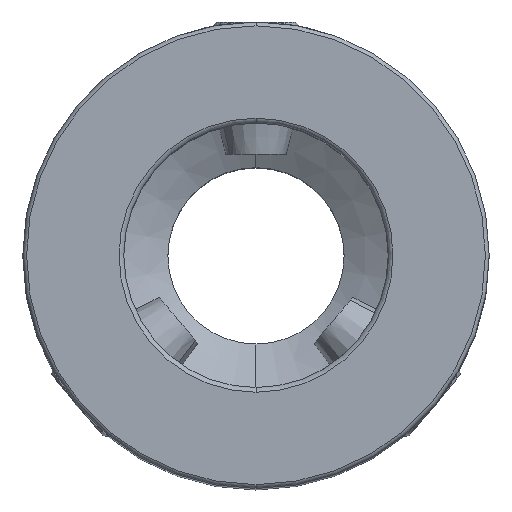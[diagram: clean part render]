
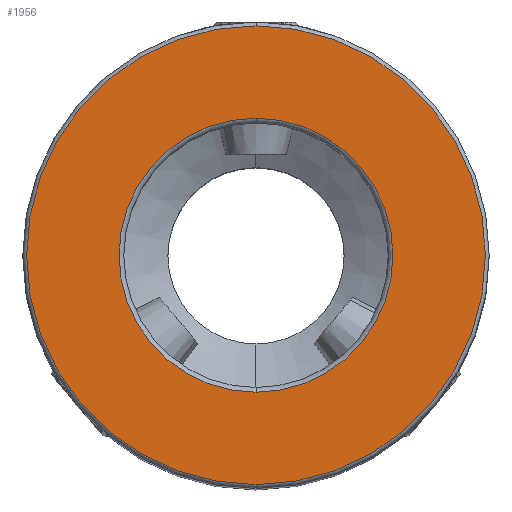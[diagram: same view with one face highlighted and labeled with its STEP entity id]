
A CAD part, top view. The second image highlights one B-rep face of the part: STEP entity #1956.
In plain terms, the highlighted planar face has unit normal (0, 0, 1).
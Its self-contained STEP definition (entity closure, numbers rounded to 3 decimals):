
#960=EDGE_CURVE('NONE',#1566,#1292,#2591,.T.);
#1292=VERTEX_POINT('NONE',#2964);
#1340=VERTEX_POINT('NONE',#3015);
#1566=VERTEX_POINT('NONE',#3272);
#1680=VERTEX_POINT('NONE',#3397);
#1956=ADVANCED_FACE('NONE',(#3707,#3708),#3709,.T.);
#2018=EDGE_CURVE('NONE',#1340,#1680,#3778,.T.);
#2084=EDGE_CURVE('NONE',#1680,#1340,#3852,.T.);
#2086=EDGE_CURVE('NONE',#1292,#1566,#3854,.T.);
#2591=CIRCLE('',#4600,31.228);
#2964=CARTESIAN_POINT('',(0.,31.228,0.));
#3015=CARTESIAN_POINT('',(0.,18.648,0.));
#3272=CARTESIAN_POINT('',(0.,-31.228,0.));
#3397=CARTESIAN_POINT('',(0.,-18.648,0.));
#3707=FACE_OUTER_BOUND('',#6486,.T.);
#3708=FACE_BOUND('',#6487,.T.);
#3709=PLANE('',#6488);
#3778=CIRCLE('',#6653,18.648);
#3852=CIRCLE('',#6790,18.648);
#3854=CIRCLE('',#6793,31.228);
#4600=AXIS2_PLACEMENT_3D('',#7563,#7564,#7565);
#6486=EDGE_LOOP('',(#8928,#8929));
#6487=EDGE_LOOP('',(#8930,#8931));
#6488=AXIS2_PLACEMENT_3D('',#8932,#8933,#8934);
#6653=AXIS2_PLACEMENT_3D('',#9027,#9028,#9029);
#6790=AXIS2_PLACEMENT_3D('',#9121,#9122,#9123);
#6793=AXIS2_PLACEMENT_3D('',#9124,#9125,#9126);
#7563=CARTESIAN_POINT('',(0.,0.0,0.));
#7564=DIRECTION('',(0.,0.0,1.0));
#7565=DIRECTION('',(1.0,0.0,0.));
#8928=ORIENTED_EDGE('',*,*,#2086,.T.);
#8929=ORIENTED_EDGE('',*,*,#960,.T.);
#8930=ORIENTED_EDGE('',*,*,#2084,.F.);
#8931=ORIENTED_EDGE('',*,*,#2018,.F.);
#8932=CARTESIAN_POINT('',(0.,0.0,0.));
#8933=DIRECTION('',(0.,0.0,1.0));
#8934=DIRECTION('',(-1.0,0.0,0.));
#9027=CARTESIAN_POINT('',(0.,0.0,0.));
#9028=DIRECTION('',(0.,0.0,1.0));
#9029=DIRECTION('',(-1.0,0.0,0.));
#9121=CARTESIAN_POINT('',(0.,0.0,0.));
#9122=DIRECTION('',(0.,0.0,1.0));
#9123=DIRECTION('',(-1.0,0.0,0.));
#9124=CARTESIAN_POINT('',(0.,0.0,0.));
#9125=DIRECTION('',(0.,0.0,1.0));
#9126=DIRECTION('',(1.0,0.0,0.));
